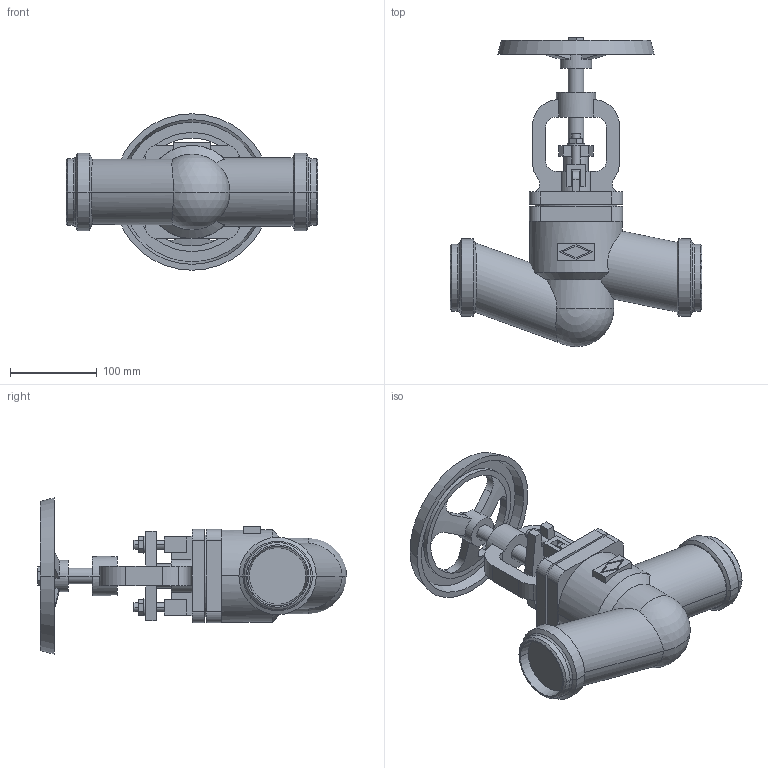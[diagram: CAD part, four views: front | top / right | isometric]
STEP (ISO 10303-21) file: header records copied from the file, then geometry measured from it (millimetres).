
FILE_DESCRIPTION(('OneSpaceDesigner STEP Export'),'2;1');
FILE_NAME('c000001363.stp','2005-11-22T14:07:12',(''),(''),'OneSpace Designer STEP processor for AP203 (Solid Model)','OneSpace Designer 13.20A 18-Aug-2005 (C) CoCreate Software GmbH','');
FILE_SCHEMA(('CONFIG_CONTROL_DESIGN'));
Length unit declared in the file: millimetre
Products named in the file (1): 1
Bounding box: 290 x 356.02 x 180 mm (x, y, z)
Volume: 2718680.7 mm3; surface area: 246802.6 mm2
Topology: 1 solids, 1 shells, 252 faces, 640 edges, 411 vertices
Faces by surface type: plane 129, cylinder 85, cone 32, torus 4, sphere 2
Entity records: 7784 total; most frequent: CARTESIAN_POINT 1924, ORIENTED_EDGE 1276, DIRECTION 1102, EDGE_CURVE 638, VERTEX_POINT 411, VECTOR 374, LINE 374, AXIS2_PLACEMENT_3D 364
